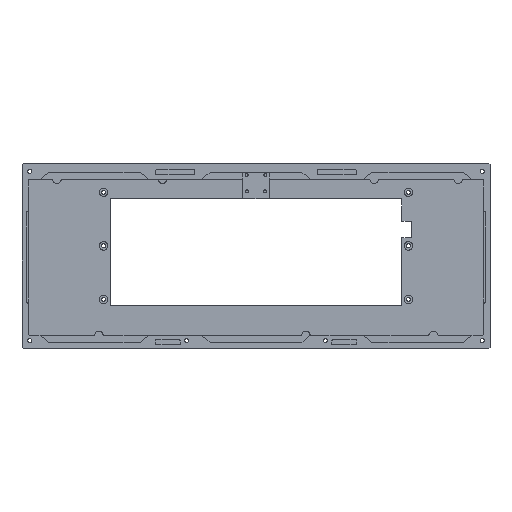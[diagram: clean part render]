
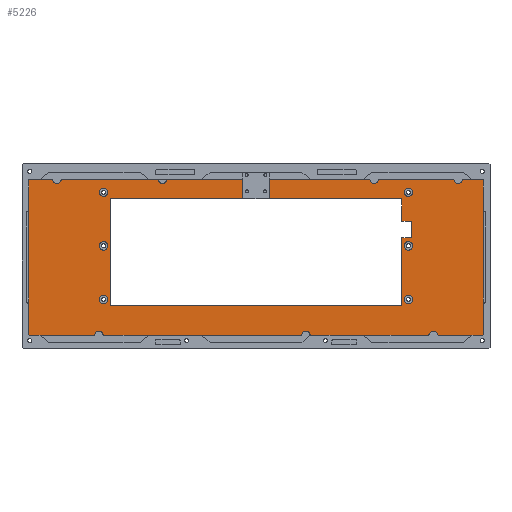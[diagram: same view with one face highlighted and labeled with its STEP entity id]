
A CAD part, top view. The second image highlights one B-rep face of the part: STEP entity #5226.
In plain terms, the highlighted planar face has unit normal (0, 0, 1).
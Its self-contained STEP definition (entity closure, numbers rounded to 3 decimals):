
#126=FACE_BOUND('',#716,.T.);
#127=FACE_BOUND('',#717,.T.);
#128=FACE_BOUND('',#718,.T.);
#129=FACE_BOUND('',#719,.T.);
#130=FACE_BOUND('',#720,.T.);
#131=FACE_BOUND('',#721,.T.);
#218=PLANE('',#5592);
#409=FACE_OUTER_BOUND('',#715,.T.);
#715=EDGE_LOOP('',(#3851,#3852,#3853,#3854,#3855,#3856,#3857,#3858,#3859,
#3860,#3861,#3862,#3863,#3864,#3865,#3866,#3867,#3868,#3869,#3870));
#716=EDGE_LOOP('',(#3871));
#717=EDGE_LOOP('',(#3872));
#718=EDGE_LOOP('',(#3873));
#719=EDGE_LOOP('',(#3874));
#720=EDGE_LOOP('',(#3875));
#721=EDGE_LOOP('',(#3876));
#1014=LINE('',#7461,#1531);
#1038=LINE('',#7532,#1555);
#1058=LINE('',#7595,#1575);
#1142=LINE('',#7804,#1659);
#1146=LINE('',#7811,#1663);
#1149=LINE('',#7817,#1666);
#1157=LINE('',#7840,#1674);
#1158=LINE('',#7842,#1675);
#1159=LINE('',#7844,#1676);
#1160=LINE('',#7846,#1677);
#1161=LINE('',#7847,#1678);
#1162=LINE('',#7849,#1679);
#1163=LINE('',#7851,#1680);
#1164=LINE('',#7852,#1681);
#1165=LINE('',#7854,#1682);
#1166=LINE('',#7856,#1683);
#1167=LINE('',#7857,#1684);
#1168=LINE('',#7859,#1685);
#1169=LINE('',#7861,#1686);
#1170=LINE('',#7862,#1687);
#1531=VECTOR('',#5986,10.);
#1555=VECTOR('',#6048,10.);
#1575=VECTOR('',#6106,10.);
#1659=VECTOR('',#6308,10.);
#1663=VECTOR('',#6314,10.);
#1666=VECTOR('',#6319,10.);
#1674=VECTOR('',#6337,10.);
#1675=VECTOR('',#6338,10.);
#1676=VECTOR('',#6339,10.);
#1677=VECTOR('',#6340,10.);
#1678=VECTOR('',#6341,10.);
#1679=VECTOR('',#6342,10.);
#1680=VECTOR('',#6343,10.);
#1681=VECTOR('',#6344,10.);
#1682=VECTOR('',#6345,10.);
#1683=VECTOR('',#6346,10.);
#1684=VECTOR('',#6347,10.);
#1685=VECTOR('',#6348,10.);
#1686=VECTOR('',#6349,10.);
#1687=VECTOR('',#6350,10.);
#2090=CIRCLE('',#5593,3.25);
#2091=CIRCLE('',#5594,3.25);
#2092=CIRCLE('',#5595,3.25);
#2093=CIRCLE('',#5596,3.25);
#2094=CIRCLE('',#5597,3.25);
#2095=CIRCLE('',#5598,3.25);
#2244=VERTEX_POINT('',#7458);
#2245=VERTEX_POINT('',#7460);
#2272=VERTEX_POINT('',#7529);
#2273=VERTEX_POINT('',#7531);
#2296=VERTEX_POINT('',#7592);
#2297=VERTEX_POINT('',#7594);
#2362=VERTEX_POINT('',#7801);
#2363=VERTEX_POINT('',#7803);
#2365=VERTEX_POINT('',#7809);
#2367=VERTEX_POINT('',#7815);
#2377=VERTEX_POINT('',#7839);
#2378=VERTEX_POINT('',#7841);
#2379=VERTEX_POINT('',#7843);
#2380=VERTEX_POINT('',#7845);
#2381=VERTEX_POINT('',#7848);
#2382=VERTEX_POINT('',#7850);
#2383=VERTEX_POINT('',#7853);
#2384=VERTEX_POINT('',#7855);
#2385=VERTEX_POINT('',#7858);
#2386=VERTEX_POINT('',#7860);
#2387=VERTEX_POINT('',#7863);
#2388=VERTEX_POINT('',#7865);
#2389=VERTEX_POINT('',#7867);
#2390=VERTEX_POINT('',#7869);
#2391=VERTEX_POINT('',#7871);
#2392=VERTEX_POINT('',#7873);
#2752=EDGE_CURVE('',#2245,#2244,#1014,.T.);
#2788=EDGE_CURVE('',#2273,#2272,#1038,.T.);
#2820=EDGE_CURVE('',#2297,#2296,#1058,.T.);
#2921=EDGE_CURVE('',#2362,#2363,#1142,.T.);
#2925=EDGE_CURVE('',#2362,#2365,#1146,.T.);
#2928=EDGE_CURVE('',#2365,#2367,#1149,.T.);
#2939=EDGE_CURVE('',#2377,#2367,#1157,.T.);
#2940=EDGE_CURVE('',#2377,#2378,#1158,.T.);
#2941=EDGE_CURVE('',#2379,#2378,#1159,.T.);
#2942=EDGE_CURVE('',#2379,#2380,#1160,.T.);
#2943=EDGE_CURVE('',#2380,#2245,#1161,.T.);
#2944=EDGE_CURVE('',#2244,#2381,#1162,.T.);
#2945=EDGE_CURVE('',#2381,#2382,#1163,.T.);
#2946=EDGE_CURVE('',#2382,#2297,#1164,.T.);
#2947=EDGE_CURVE('',#2296,#2383,#1165,.T.);
#2948=EDGE_CURVE('',#2383,#2384,#1166,.T.);
#2949=EDGE_CURVE('',#2384,#2273,#1167,.T.);
#2950=EDGE_CURVE('',#2272,#2385,#1168,.T.);
#2951=EDGE_CURVE('',#2385,#2386,#1169,.T.);
#2952=EDGE_CURVE('',#2363,#2386,#1170,.T.);
#2953=EDGE_CURVE('',#2387,#2387,#2090,.T.);
#2954=EDGE_CURVE('',#2388,#2388,#2091,.T.);
#2955=EDGE_CURVE('',#2389,#2389,#2092,.T.);
#2956=EDGE_CURVE('',#2390,#2390,#2093,.T.);
#2957=EDGE_CURVE('',#2391,#2391,#2094,.T.);
#2958=EDGE_CURVE('',#2392,#2392,#2095,.T.);
#3851=ORIENTED_EDGE('',*,*,#2928,.T.);
#3852=ORIENTED_EDGE('',*,*,#2939,.F.);
#3853=ORIENTED_EDGE('',*,*,#2940,.T.);
#3854=ORIENTED_EDGE('',*,*,#2941,.F.);
#3855=ORIENTED_EDGE('',*,*,#2942,.T.);
#3856=ORIENTED_EDGE('',*,*,#2943,.T.);
#3857=ORIENTED_EDGE('',*,*,#2752,.T.);
#3858=ORIENTED_EDGE('',*,*,#2944,.T.);
#3859=ORIENTED_EDGE('',*,*,#2945,.T.);
#3860=ORIENTED_EDGE('',*,*,#2946,.T.);
#3861=ORIENTED_EDGE('',*,*,#2820,.T.);
#3862=ORIENTED_EDGE('',*,*,#2947,.T.);
#3863=ORIENTED_EDGE('',*,*,#2948,.T.);
#3864=ORIENTED_EDGE('',*,*,#2949,.T.);
#3865=ORIENTED_EDGE('',*,*,#2788,.T.);
#3866=ORIENTED_EDGE('',*,*,#2950,.T.);
#3867=ORIENTED_EDGE('',*,*,#2951,.T.);
#3868=ORIENTED_EDGE('',*,*,#2952,.F.);
#3869=ORIENTED_EDGE('',*,*,#2921,.F.);
#3870=ORIENTED_EDGE('',*,*,#2925,.T.);
#3871=ORIENTED_EDGE('',*,*,#2953,.T.);
#3872=ORIENTED_EDGE('',*,*,#2954,.T.);
#3873=ORIENTED_EDGE('',*,*,#2955,.T.);
#3874=ORIENTED_EDGE('',*,*,#2956,.T.);
#3875=ORIENTED_EDGE('',*,*,#2957,.T.);
#3876=ORIENTED_EDGE('',*,*,#2958,.T.);
#5226=ADVANCED_FACE('',(#409,#126,#127,#128,#129,#130,#131),#218,.T.);
#5592=AXIS2_PLACEMENT_3D('',#7838,#6335,#6336);
#5593=AXIS2_PLACEMENT_3D('',#7864,#6351,#6352);
#5594=AXIS2_PLACEMENT_3D('',#7866,#6353,#6354);
#5595=AXIS2_PLACEMENT_3D('',#7868,#6355,#6356);
#5596=AXIS2_PLACEMENT_3D('',#7870,#6357,#6358);
#5597=AXIS2_PLACEMENT_3D('',#7872,#6359,#6360);
#5598=AXIS2_PLACEMENT_3D('',#7874,#6361,#6362);
#5986=DIRECTION('',(-1.,0.,0.));
#6048=DIRECTION('',(-1.,0.,0.));
#6106=DIRECTION('',(1.,0.,0.));
#6308=DIRECTION('',(-1.,0.,0.));
#6314=DIRECTION('',(0.,-1.,0.));
#6319=DIRECTION('',(-1.,0.,0.));
#6335=DIRECTION('center_axis',(0.,0.,1.));
#6336=DIRECTION('ref_axis',(0.,1.,0.));
#6337=DIRECTION('',(0.,1.,0.));
#6338=DIRECTION('',(-1.,0.,0.));
#6339=DIRECTION('',(0.,-1.,0.));
#6340=DIRECTION('',(1.,0.,0.));
#6341=DIRECTION('',(0.,1.,0.));
#6342=DIRECTION('',(-0.707,-0.707,0.));
#6343=DIRECTION('',(0.,-1.,0.));
#6344=DIRECTION('',(0.707,-0.707,0.));
#6345=DIRECTION('',(0.707,0.707,0.));
#6346=DIRECTION('',(0.,1.,0.));
#6347=DIRECTION('',(-0.707,0.707,0.));
#6348=DIRECTION('',(0.,-1.,0.));
#6349=DIRECTION('',(1.,0.,0.));
#6350=DIRECTION('',(0.,1.,0.));
#6351=DIRECTION('center_axis',(0.,0.,-1.));
#6352=DIRECTION('ref_axis',(1.,0.,0.));
#6353=DIRECTION('center_axis',(0.,0.,-1.));
#6354=DIRECTION('ref_axis',(1.,0.,0.));
#6355=DIRECTION('center_axis',(0.,0.,-1.));
#6356=DIRECTION('ref_axis',(1.,0.,0.));
#6357=DIRECTION('center_axis',(0.,0.,-1.));
#6358=DIRECTION('ref_axis',(1.,0.,0.));
#6359=DIRECTION('center_axis',(0.,0.,-1.));
#6360=DIRECTION('ref_axis',(1.,0.,0.));
#6361=DIRECTION('center_axis',(0.,0.,-1.));
#6362=DIRECTION('ref_axis',(1.,0.,0.));
#7458=CARTESIAN_POINT('',(-173.581,59.781,-9.));
#7460=CARTESIAN_POINT('',(-10.,59.781,-9.));
#7461=CARTESIAN_POINT('',(174.081,59.781,-9.));
#7529=CARTESIAN_POINT('',(10.,59.781,-9.));
#7531=CARTESIAN_POINT('',(173.581,59.781,-9.));
#7532=CARTESIAN_POINT('',(174.081,59.781,-9.));
#7592=CARTESIAN_POINT('',(173.581,-59.781,-9.));
#7594=CARTESIAN_POINT('',(-173.581,-59.781,-9.));
#7595=CARTESIAN_POINT('',(-174.081,-59.781,-9.));
#7801=CARTESIAN_POINT('',(119.,27.45,-9.));
#7803=CARTESIAN_POINT('',(111.581,27.45,-9.));
#7804=CARTESIAN_POINT('',(92.041,27.45,-9.));
#7809=CARTESIAN_POINT('',(119.,14.95,-9.));
#7811=CARTESIAN_POINT('',(119.,-25.416,-9.));
#7815=CARTESIAN_POINT('',(111.581,14.95,-9.));
#7817=CARTESIAN_POINT('',(146.541,14.95,-9.));
#7838=CARTESIAN_POINT('Origin',(179.081,-69.781,-9.));
#7839=CARTESIAN_POINT('',(111.581,-37.212,-9.));
#7840=CARTESIAN_POINT('',(111.581,52.788,-9.));
#7841=CARTESIAN_POINT('',(-111.581,-37.212,-9.));
#7842=CARTESIAN_POINT('',(150.331,-37.212,-9.));
#7843=CARTESIAN_POINT('',(-111.581,44.788,-9.));
#7844=CARTESIAN_POINT('',(-111.581,52.788,-9.));
#7845=CARTESIAN_POINT('',(-10.,44.788,-9.));
#7846=CARTESIAN_POINT('',(-111.581,44.788,-9.));
#7847=CARTESIAN_POINT('',(-10.,-10.641,-9.));
#7848=CARTESIAN_POINT('',(-174.081,59.281,-9.));
#7849=CARTESIAN_POINT('',(-117.931,115.431,-9.));
#7850=CARTESIAN_POINT('',(-174.081,-59.281,-9.));
#7851=CARTESIAN_POINT('',(-174.081,40.231,-9.));
#7852=CARTESIAN_POINT('',(-83.041,-150.322,-9.));
#7853=CARTESIAN_POINT('',(174.081,-59.281,-9.));
#7854=CARTESIAN_POINT('',(172.581,-60.781,-9.));
#7855=CARTESIAN_POINT('',(174.081,59.281,-9.));
#7856=CARTESIAN_POINT('',(174.081,-40.231,-9.));
#7857=CARTESIAN_POINT('',(207.472,25.891,-9.));
#7858=CARTESIAN_POINT('',(10.,44.788,-9.));
#7859=CARTESIAN_POINT('',(10.,-10.641,-9.));
#7860=CARTESIAN_POINT('',(111.581,44.788,-9.));
#7861=CARTESIAN_POINT('',(-111.581,44.788,-9.));
#7862=CARTESIAN_POINT('',(111.581,52.788,-9.));
#7863=CARTESIAN_POINT('',(113.331,-32.212,-9.));
#7864=CARTESIAN_POINT('Origin',(116.581,-32.212,-9.));
#7865=CARTESIAN_POINT('',(-119.831,-32.212,-9.));
#7866=CARTESIAN_POINT('Origin',(-116.581,-32.212,-9.));
#7867=CARTESIAN_POINT('',(-119.831,8.788,-9.));
#7868=CARTESIAN_POINT('Origin',(-116.581,8.788,-9.));
#7869=CARTESIAN_POINT('',(113.331,8.788,-9.));
#7870=CARTESIAN_POINT('Origin',(116.581,8.788,-9.));
#7871=CARTESIAN_POINT('',(113.331,49.788,-9.));
#7872=CARTESIAN_POINT('Origin',(116.581,49.788,-9.));
#7873=CARTESIAN_POINT('',(-119.831,49.788,-9.));
#7874=CARTESIAN_POINT('Origin',(-116.581,49.788,-9.));
